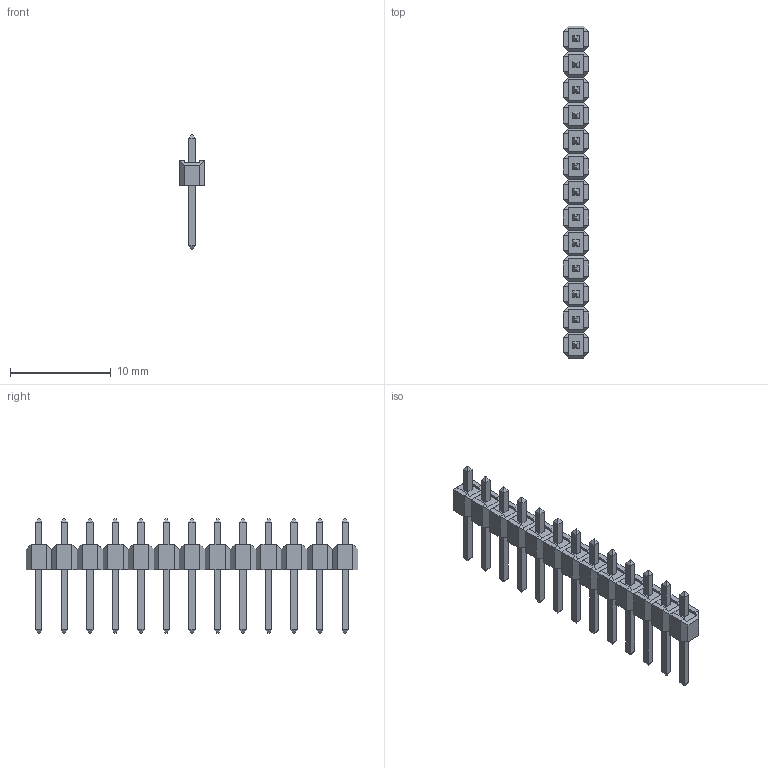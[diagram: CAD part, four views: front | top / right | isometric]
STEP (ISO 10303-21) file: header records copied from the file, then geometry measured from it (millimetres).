
FILE_DESCRIPTION(/* description */ (''),/* implementation_level */ '2;1');
FILE_NAME(/* name */ 'Pin Header 13 x 1 TH 2.54mm Pitch.stp',/* time_stamp */ '2016-11-27T15:54:08-05:00',/* author */ (''),/* organization */ (''),/* preprocessor_version */ 'ST-DEVELOPER v16',/* originating_system */ 'SIEMENS PLM Software NX 10.0',/* authorisation */ '');
FILE_SCHEMA (('AUTOMOTIVE_DESIGN { 1 0 10303 214 3 1 1 1 }'));
Length unit declared in the file: inch
Products named in the file (1): Pin Header 13 x 1 TH 2.54mm Pitch
Bounding box: 2.54 x 33.02 x 11.43 mm (x, y, z)
Volume: 226.4 mm3; surface area: 875.4 mm2
Topology: 26 solids, 26 shells, 442 faces, 1014 edges, 624 vertices
Faces by surface type: plane 442
Entity records: 15261 total; most frequent: CARTESIAN_POINT 2081, ORIENTED_EDGE 2028, DIRECTION 1900, EDGE_CURVE 1014, LINE 1014, VECTOR 1014, VERTEX_POINT 624, EDGE_LOOP 468
